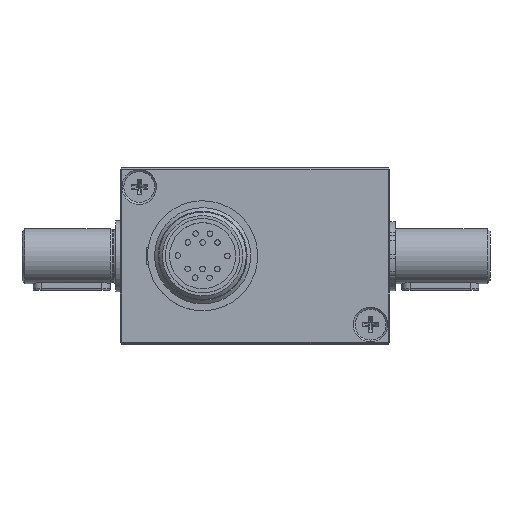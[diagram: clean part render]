
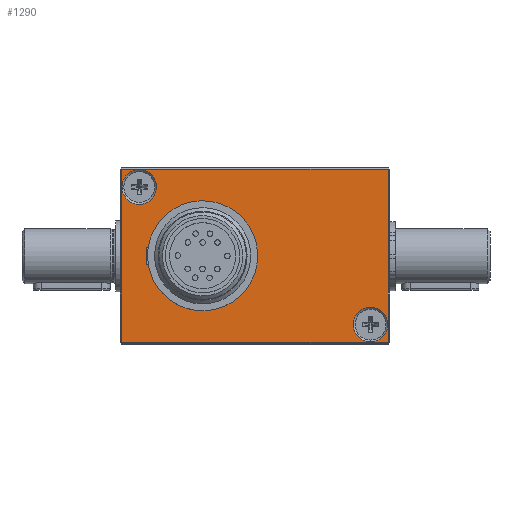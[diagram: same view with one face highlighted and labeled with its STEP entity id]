
A CAD part, top view. The second image highlights one B-rep face of the part: STEP entity #1290.
In plain terms, the highlighted planar face has unit normal (0, 0, 1).
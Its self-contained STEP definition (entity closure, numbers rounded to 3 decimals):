
#1290 = ADVANCED_FACE( '', ( #2553, #2554, #2555, #2556 ), #2557, .T. );
#2553 = FACE_OUTER_BOUND( '', #4073, .T. );
#2554 = FACE_BOUND( '', #4074, .T. );
#2555 = FACE_BOUND( '', #4075, .T. );
#2556 = FACE_BOUND( '', #4076, .T. );
#2557 = PLANE( '', #4077 );
#4073 = EDGE_LOOP( '', ( #6115, #6116, #6117, #6118 ) );
#4074 = EDGE_LOOP( '', ( #6119 ) );
#4075 = EDGE_LOOP( '', ( #6120 ) );
#4076 = EDGE_LOOP( '', ( #6121, #6122, #6123, #6124 ) );
#4077 = AXIS2_PLACEMENT_3D( '', #6125, #6126, #6127 );
#6115 = ORIENTED_EDGE( '', *, *, #8162, .T. );
#6116 = ORIENTED_EDGE( '', *, *, #8385, .T. );
#6117 = ORIENTED_EDGE( '', *, *, #8265, .T. );
#6118 = ORIENTED_EDGE( '', *, *, #8386, .T. );
#6119 = ORIENTED_EDGE( '', *, *, #8005, .T. );
#6120 = ORIENTED_EDGE( '', *, *, #7845, .T. );
#6121 = ORIENTED_EDGE( '', *, *, #7997, .T. );
#6122 = ORIENTED_EDGE( '', *, *, #8387, .T. );
#6123 = ORIENTED_EDGE( '', *, *, #8388, .T. );
#6124 = ORIENTED_EDGE( '', *, *, #8191, .T. );
#6125 = CARTESIAN_POINT( '', ( -24.5, 16., 22.5 ) );
#6126 = DIRECTION( '', ( 0., 0., 1. ) );
#6127 = DIRECTION( '', ( 1., 0., 0. ) );
#7845 = EDGE_CURVE( '', #8900, #8900, #8901, .T. );
#7997 = EDGE_CURVE( '', #9161, #9159, #9162, .T. );
#8005 = EDGE_CURVE( '', #9173, #9173, #9174, .T. );
#8162 = EDGE_CURVE( '', #9424, #9426, #9428, .T. );
#8191 = EDGE_CURVE( '', #9470, #9161, #9471, .T. );
#8265 = EDGE_CURVE( '', #9580, #9438, #9581, .T. );
#8385 = EDGE_CURVE( '', #9426, #9580, #9759, .T. );
#8386 = EDGE_CURVE( '', #9438, #9424, #9760, .T. );
#8387 = EDGE_CURVE( '', #9159, #9761, #9762, .T. );
#8388 = EDGE_CURVE( '', #9761, #9470, #9763, .T. );
#8900 = VERTEX_POINT( '', #10425 );
#8901 = CIRCLE( '', #10426, 3.15 );
#9159 = VERTEX_POINT( '', #10732 );
#9161 = VERTEX_POINT( '', #10735 );
#9162 = LINE( '', #10736, #10737 );
#9173 = VERTEX_POINT( '', #10749 );
#9174 = CIRCLE( '', #10750, 3.15 );
#9424 = VERTEX_POINT( '', #11050 );
#9426 = VERTEX_POINT( '', #11053 );
#9428 = LINE( '', #11056, #11057 );
#9438 = VERTEX_POINT( '', #11067 );
#9470 = VERTEX_POINT( '', #11158 );
#9471 = CIRCLE( '', #11159, 9. );
#9580 = VERTEX_POINT( '', #11286 );
#9581 = LINE( '', #11287, #11288 );
#9759 = LINE( '', #11506, #11507 );
#9760 = LINE( '', #11508, #11509 );
#9761 = VERTEX_POINT( '', #11510 );
#9762 = LINE( '', #11511, #11512 );
#9763 = LINE( '', #11513, #11514 );
#10425 = CARTESIAN_POINT( '', ( 21., -9.35, 22.5 ) );
#10426 = AXIS2_PLACEMENT_3D( '', #12266, #12267, #12268 );
#10732 = CARTESIAN_POINT( '', ( -19.7, -1.5, 22.5 ) );
#10735 = CARTESIAN_POINT( '', ( -18.374, -1.5, 22.5 ) );
#10736 = CARTESIAN_POINT( '', ( -19.7, -1.5, 22.5 ) );
#10737 = VECTOR( '', #12510, 1000. );
#10749 = CARTESIAN_POINT( '', ( -21., 15.65, 22.5 ) );
#10750 = AXIS2_PLACEMENT_3D( '', #12521, #12522, #12523 );
#11050 = CARTESIAN_POINT( '', ( 24.2, -15.7, 22.5 ) );
#11053 = CARTESIAN_POINT( '', ( 24.2, 15.7, 22.5 ) );
#11056 = CARTESIAN_POINT( '', ( 24.2, 16., 22.5 ) );
#11057 = VECTOR( '', #12747, 1000. );
#11067 = CARTESIAN_POINT( '', ( -24.2, -15.7, 22.5 ) );
#11158 = CARTESIAN_POINT( '', ( -18.374, 1.5, 22.5 ) );
#11159 = AXIS2_PLACEMENT_3D( '', #12781, #12782, #12783 );
#11286 = CARTESIAN_POINT( '', ( -24.2, 15.7, 22.5 ) );
#11287 = CARTESIAN_POINT( '', ( -24.2, -16., 22.5 ) );
#11288 = VECTOR( '', #12889, 1000. );
#11506 = CARTESIAN_POINT( '', ( -24.5, 15.7, 22.5 ) );
#11507 = VECTOR( '', #13047, 1000. );
#11508 = CARTESIAN_POINT( '', ( 24.5, -15.7, 22.5 ) );
#11509 = VECTOR( '', #13048, 1000. );
#11510 = CARTESIAN_POINT( '', ( -19.7, 1.5, 22.5 ) );
#11511 = CARTESIAN_POINT( '', ( -19.7, 1.5, 22.5 ) );
#11512 = VECTOR( '', #13049, 1000. );
#11513 = CARTESIAN_POINT( '', ( -19.7, 1.5, 22.5 ) );
#11514 = VECTOR( '', #13050, 1000. );
#12266 = CARTESIAN_POINT( '', ( 21., -12.5, 22.5 ) );
#12267 = DIRECTION( '', ( 0., 0., -1. ) );
#12268 = DIRECTION( '', ( 0., 1., 0. ) );
#12510 = DIRECTION( '', ( -1., 0., 0. ) );
#12521 = CARTESIAN_POINT( '', ( -21., 12.5, 22.5 ) );
#12522 = DIRECTION( '', ( 0., 0., -1. ) );
#12523 = DIRECTION( '', ( 0., 1., 0. ) );
#12747 = DIRECTION( '', ( 0., 1., 0. ) );
#12781 = CARTESIAN_POINT( '', ( -9.5, 0., 22.5 ) );
#12782 = DIRECTION( '', ( 0., 0., -1. ) );
#12783 = DIRECTION( '', ( -1., 0., 0. ) );
#12889 = DIRECTION( '', ( 0., -1., 0. ) );
#13047 = DIRECTION( '', ( -1., 0., 0. ) );
#13048 = DIRECTION( '', ( 1., 0., 0. ) );
#13049 = DIRECTION( '', ( 0., 1., 0. ) );
#13050 = DIRECTION( '', ( 1., 0., 0. ) );
